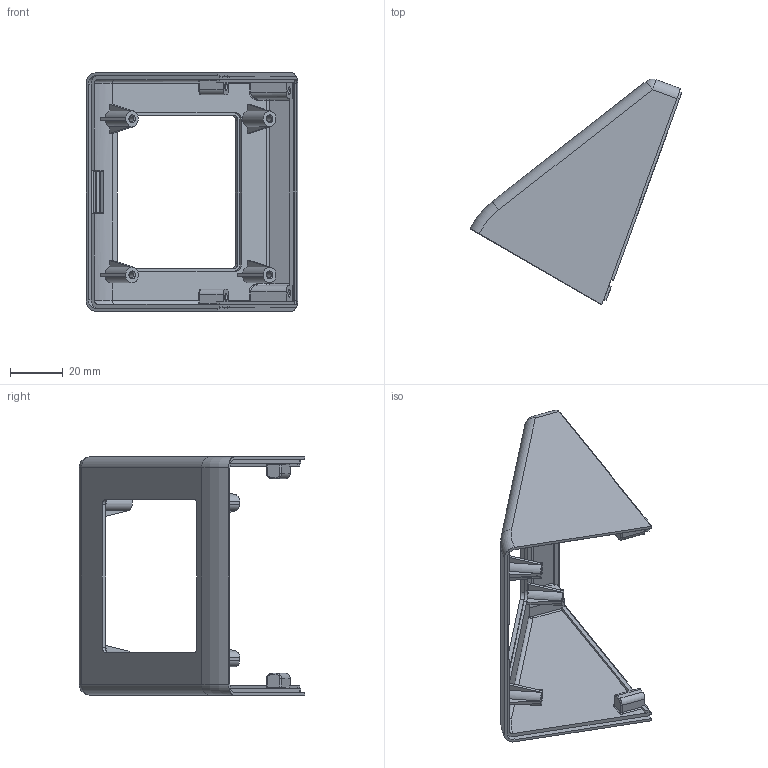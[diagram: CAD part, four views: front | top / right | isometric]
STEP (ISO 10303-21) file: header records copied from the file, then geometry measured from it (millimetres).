
FILE_DESCRIPTION(/* description */ (''),/* implementation_level */ '2;1');
FILE_NAME(/* name */ 'Top casing_RPT4_02.stp',/* time_stamp */ '2021-01-07T17:04:55+06:00',/* author */ (''),/* organization */ (''),/* preprocessor_version */ 'ST-DEVELOPER v16.7',/* originating_system */ 'SIEMENS PLM Software NX 12.0',/* authorisation */ '');
FILE_SCHEMA (('AUTOMOTIVE_DESIGN { 1 0 10303 214 3 1 1 1 }'));
Length unit declared in the file: millimetre
Products named in the file (1): User0EA091EBjkmq
Bounding box: 80.03 x 85.19 x 90 mm (x, y, z)
Volume: 30094.1 mm3; surface area: 26899.3 mm2
Topology: 1 solids, 1 shells, 274 faces, 716 edges, 444 vertices
Faces by surface type: plane 126, cylinder 96, torus 20, cone 14, bspline 10, sphere 8
Full cylindrical faces by diameter (mm): 2.22 x8
Entity records: 8393 total; most frequent: CARTESIAN_POINT 1724, DIRECTION 1418, ORIENTED_EDGE 1350, EDGE_CURVE 675, AXIS2_PLACEMENT_3D 495, VERTEX_POINT 436, LINE 428, VECTOR 428
